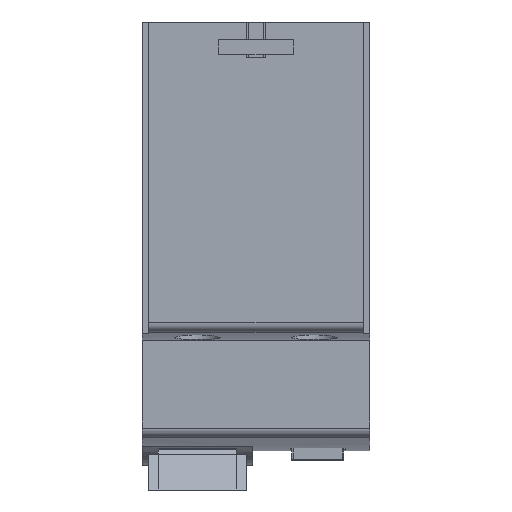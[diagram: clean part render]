
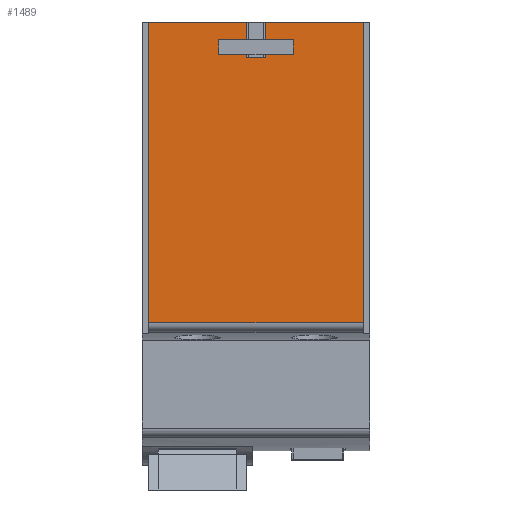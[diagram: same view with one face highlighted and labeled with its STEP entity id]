
A CAD part, front view. The second image highlights one B-rep face of the part: STEP entity #1489.
In plain terms, the highlighted planar face has unit normal (0, -1, 0).
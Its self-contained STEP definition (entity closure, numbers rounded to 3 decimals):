
#184 = CARTESIAN_POINT ( 'NONE',  ( -16.5, -39., -13.241 ) ) ;
#191 = CARTESIAN_POINT ( 'NONE',  ( 1.4, -39., 27.5 ) ) ;
#267 = ORIENTED_EDGE ( 'NONE', *, *, #511, .F. ) ;
#414 = CARTESIAN_POINT ( 'NONE',  ( -1.4, -39., 33. ) ) ;
#450 = VECTOR ( 'NONE', #1231, 1000. ) ;
#511 = EDGE_CURVE ( 'NONE', #2498, #3652, #2539, .T. ) ;
#530 = VERTEX_POINT ( 'NONE', #4232 ) ;
#690 = PLANE ( 'NONE',  #6895 ) ;
#701 = EDGE_CURVE ( 'NONE', #5578, #530, #6301, .T. ) ;
#727 = DIRECTION ( 'NONE',  ( 1., 0., 0. ) ) ;
#949 = LINE ( 'NONE', #5397, #6007 ) ;
#1021 = LINE ( 'NONE', #3095, #5387 ) ;
#1058 = ORIENTED_EDGE ( 'NONE', *, *, #1429, .F. ) ;
#1066 = VECTOR ( 'NONE', #3148, 1000. ) ;
#1215 = EDGE_CURVE ( 'NONE', #5578, #5078, #3315, .T. ) ;
#1231 = DIRECTION ( 'NONE',  ( 0., 0., 1. ) ) ;
#1247 = VECTOR ( 'NONE', #727, 1000. ) ;
#1250 = DIRECTION ( 'NONE',  ( 0., 0., -1. ) ) ;
#1261 = ORIENTED_EDGE ( 'NONE', *, *, #701, .F. ) ;
#1429 = EDGE_CURVE ( 'NONE', #3652, #3013, #6135, .T. ) ;
#1489 = ADVANCED_FACE ( 'NONE', ( #5956 ), #690, .T. ) ;
#1513 = CARTESIAN_POINT ( 'NONE',  ( -16.5, -39., -13.241 ) ) ;
#1878 = EDGE_CURVE ( 'NONE', #6399, #6736, #949, .T. ) ;
#1963 = DIRECTION ( 'NONE',  ( -1., 0., 0. ) ) ;
#2206 = VECTOR ( 'NONE', #5086, 1000. ) ;
#2363 = CARTESIAN_POINT ( 'NONE',  ( -17.5, -39., -14.5 ) ) ;
#2498 = VERTEX_POINT ( 'NONE', #191 ) ;
#2539 = LINE ( 'NONE', #4759, #1066 ) ;
#2561 = EDGE_LOOP ( 'NONE', ( #5795, #2968, #1058, #267, #5411, #5187, #3930, #1261 ) ) ;
#2571 = CARTESIAN_POINT ( 'NONE',  ( 16.5, -39., 33. ) ) ;
#2627 = EDGE_CURVE ( 'NONE', #2498, #6399, #1021, .T. ) ;
#2679 = DIRECTION ( 'NONE',  ( 0., 0., 1. ) ) ;
#2968 = ORIENTED_EDGE ( 'NONE', *, *, #3844, .T. ) ;
#3013 = VERTEX_POINT ( 'NONE', #2571 ) ;
#3032 = VECTOR ( 'NONE', #6416, 1000. ) ;
#3095 = CARTESIAN_POINT ( 'NONE',  ( -1.4, -39., 27.5 ) ) ;
#3148 = DIRECTION ( 'NONE',  ( 0., 0., 1. ) ) ;
#3278 = LINE ( 'NONE', #3590, #5412 ) ;
#3315 = LINE ( 'NONE', #5568, #2206 ) ;
#3509 = DIRECTION ( 'NONE',  ( 0., -1., 0. ) ) ;
#3590 = CARTESIAN_POINT ( 'NONE',  ( -17.5, -39., 33. ) ) ;
#3652 = VERTEX_POINT ( 'NONE', #4636 ) ;
#3761 = EDGE_CURVE ( 'NONE', #530, #6736, #3278, .T. ) ;
#3844 = EDGE_CURVE ( 'NONE', #5078, #3013, #5587, .T. ) ;
#3930 = ORIENTED_EDGE ( 'NONE', *, *, #3761, .F. ) ;
#4176 = CARTESIAN_POINT ( 'NONE',  ( 16.5, -39., -13.241 ) ) ;
#4232 = CARTESIAN_POINT ( 'NONE',  ( -16.5, -39., 33. ) ) ;
#4372 = CARTESIAN_POINT ( 'NONE',  ( -1.4, -39., 27.5 ) ) ;
#4536 = CARTESIAN_POINT ( 'NONE',  ( -17.5, -39., 33. ) ) ;
#4636 = CARTESIAN_POINT ( 'NONE',  ( 1.4, -39., 33. ) ) ;
#4759 = CARTESIAN_POINT ( 'NONE',  ( 1.4, -39., 3.663 ) ) ;
#5078 = VERTEX_POINT ( 'NONE', #4176 ) ;
#5086 = DIRECTION ( 'NONE',  ( 1., 0., 0. ) ) ;
#5187 = ORIENTED_EDGE ( 'NONE', *, *, #1878, .T. ) ;
#5286 = DIRECTION ( 'NONE',  ( 1., 0., 0. ) ) ;
#5387 = VECTOR ( 'NONE', #1963, 1000. ) ;
#5397 = CARTESIAN_POINT ( 'NONE',  ( -1.4, -39., 3.663 ) ) ;
#5411 = ORIENTED_EDGE ( 'NONE', *, *, #2627, .T. ) ;
#5412 = VECTOR ( 'NONE', #5286, 1000. ) ;
#5568 = CARTESIAN_POINT ( 'NONE',  ( -17.5, -39., -13.241 ) ) ;
#5578 = VERTEX_POINT ( 'NONE', #1513 ) ;
#5587 = LINE ( 'NONE', #6499, #3032 ) ;
#5795 = ORIENTED_EDGE ( 'NONE', *, *, #1215, .T. ) ;
#5956 = FACE_OUTER_BOUND ( 'NONE', #2561, .T. ) ;
#6007 = VECTOR ( 'NONE', #2679, 1000. ) ;
#6135 = LINE ( 'NONE', #4536, #1247 ) ;
#6301 = LINE ( 'NONE', #184, #450 ) ;
#6399 = VERTEX_POINT ( 'NONE', #4372 ) ;
#6416 = DIRECTION ( 'NONE',  ( 0., 0., 1. ) ) ;
#6499 = CARTESIAN_POINT ( 'NONE',  ( 16.5, -39., -13.241 ) ) ;
#6736 = VERTEX_POINT ( 'NONE', #414 ) ;
#6895 = AXIS2_PLACEMENT_3D ( 'NONE', #2363, #3509, #1250 ) ;
